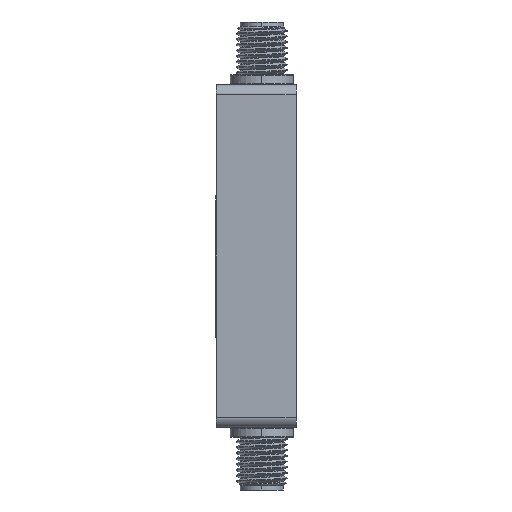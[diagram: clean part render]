
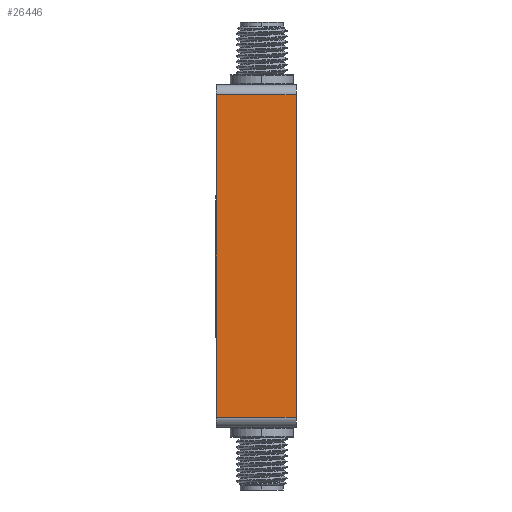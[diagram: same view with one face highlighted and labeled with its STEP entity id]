
A CAD part, left-side view. The second image highlights one B-rep face of the part: STEP entity #26446.
In plain terms, the highlighted planar face has unit normal (-1, 0, 0).
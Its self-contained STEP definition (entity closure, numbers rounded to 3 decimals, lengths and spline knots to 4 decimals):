
#298 = VERTEX_POINT ( 'NONE', #599 ) ;
#523 = VECTOR ( 'NONE', #21888, 39.3701 ) ;
#599 = CARTESIAN_POINT ( 'NONE',  ( -1.1043, 0.1969, 0.7945 ) ) ;
#1373 = DIRECTION ( 'NONE',  ( 0., 1., 0. ) ) ;
#2499 = DIRECTION ( 'NONE',  ( 1., 0., 0. ) ) ;
#3567 = CARTESIAN_POINT ( 'NONE',  ( -1.1043, 0.1969, -0.7945 ) ) ;
#4856 = ORIENTED_EDGE ( 'NONE', *, *, #27516, .T. ) ;
#5656 = DIRECTION ( 'NONE',  ( 0., 0., 1. ) ) ;
#6927 = PLANE ( 'NONE',  #17645 ) ;
#7462 = ORIENTED_EDGE ( 'NONE', *, *, #13553, .T. ) ;
#7749 = EDGE_CURVE ( 'NONE', #17688, #298, #13937, .T. ) ;
#7970 = LINE ( 'NONE', #28894, #27428 ) ;
#8364 = DIRECTION ( 'NONE',  ( 0., -1., 0. ) ) ;
#10891 = EDGE_LOOP ( 'NONE', ( #4856, #7462, #27229, #27789 ) ) ;
#12338 = VECTOR ( 'NONE', #8364, 39.3701 ) ;
#12547 = FACE_OUTER_BOUND ( 'NONE', #10891, .T. ) ;
#12853 = CARTESIAN_POINT ( 'NONE',  ( -1.1043, 0.1969, 0.7945 ) ) ;
#13236 = EDGE_CURVE ( 'NONE', #17688, #15485, #29465, .T. ) ;
#13553 = EDGE_CURVE ( 'NONE', #25881, #298, #23145, .T. ) ;
#13937 = LINE ( 'NONE', #19803, #523 ) ;
#15485 = VERTEX_POINT ( 'NONE', #27999 ) ;
#16077 = CARTESIAN_POINT ( 'NONE',  ( -1.1043, -0.1969, 0.7945 ) ) ;
#17645 = AXIS2_PLACEMENT_3D ( 'NONE', #26443, #2499, #21979 ) ;
#17688 = VERTEX_POINT ( 'NONE', #3567 ) ;
#19803 = CARTESIAN_POINT ( 'NONE',  ( -1.1043, 0.1969, 0.8445 ) ) ;
#21888 = DIRECTION ( 'NONE',  ( 0., 0., 1. ) ) ;
#21979 = DIRECTION ( 'NONE',  ( 0., 0., -1. ) ) ;
#23145 = LINE ( 'NONE', #12853, #24279 ) ;
#24279 = VECTOR ( 'NONE', #1373, 39.3701 ) ;
#25881 = VERTEX_POINT ( 'NONE', #16077 ) ;
#26443 = CARTESIAN_POINT ( 'NONE',  ( -1.1043, 0.1969, 0.8445 ) ) ;
#26446 = ADVANCED_FACE ( 'NONE', ( #12547 ), #6927, .F. ) ;
#27229 = ORIENTED_EDGE ( 'NONE', *, *, #7749, .F. ) ;
#27428 = VECTOR ( 'NONE', #5656, 39.3701 ) ;
#27452 = CARTESIAN_POINT ( 'NONE',  ( -1.1043, 0.1969, -0.7945 ) ) ;
#27516 = EDGE_CURVE ( 'NONE', #15485, #25881, #7970, .T. ) ;
#27789 = ORIENTED_EDGE ( 'NONE', *, *, #13236, .T. ) ;
#27999 = CARTESIAN_POINT ( 'NONE',  ( -1.1043, -0.1969, -0.7945 ) ) ;
#28894 = CARTESIAN_POINT ( 'NONE',  ( -1.1043, -0.1969, 0.8445 ) ) ;
#29465 = LINE ( 'NONE', #27452, #12338 ) ;
